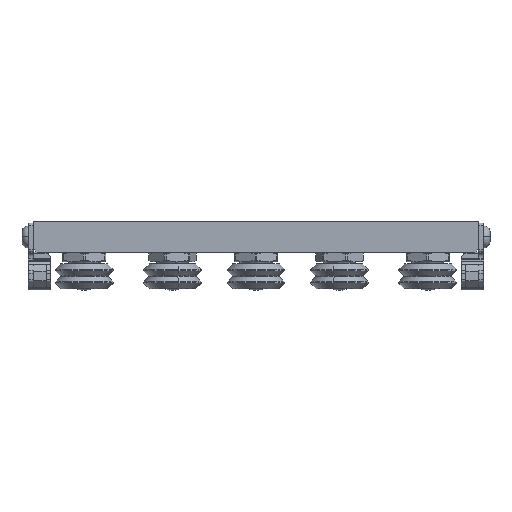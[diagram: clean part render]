
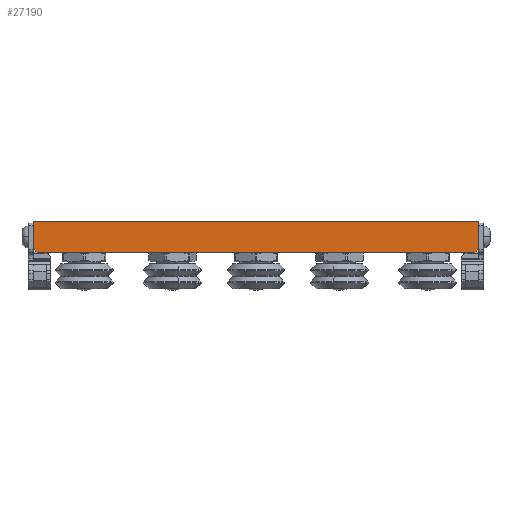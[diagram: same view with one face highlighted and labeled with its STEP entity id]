
A CAD part, top view. The second image highlights one B-rep face of the part: STEP entity #27190.
In plain terms, the highlighted planar face has unit normal (0, 0, 1).
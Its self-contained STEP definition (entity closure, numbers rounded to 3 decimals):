
#125 = CARTESIAN_POINT ( 'NONE',  ( 56.045, 0., 9.004 ) ) ;
#1397 = LINE ( 'NONE', #9388, #2511 ) ;
#1734 = DIRECTION ( 'NONE',  ( 0., -1., 0. ) ) ;
#2511 = VECTOR ( 'NONE', #1734, 1000. ) ;
#2729 = ORIENTED_EDGE ( 'NONE', *, *, #23537, .T. ) ;
#2933 = CARTESIAN_POINT ( 'NONE',  ( 0., 0., 9.004 ) ) ;
#5286 = ORIENTED_EDGE ( 'NONE', *, *, #9898, .T. ) ;
#5460 = EDGE_LOOP ( 'NONE', ( #32087, #2729, #22469, #5286, #13917, #22594 ) ) ;
#5504 = EDGE_CURVE ( 'NONE', #29601, #19084, #16409, .T. ) ;
#8380 = CARTESIAN_POINT ( 'NONE',  ( -56.045, 0., 9.004 ) ) ;
#8535 = CARTESIAN_POINT ( 'NONE',  ( 0., 7.874, 9.004 ) ) ;
#8860 = CARTESIAN_POINT ( 'NONE',  ( -56.045, 0., 9.004 ) ) ;
#9017 = DIRECTION ( 'NONE',  ( 0.707, -0.707, 0. ) ) ;
#9284 = EDGE_CURVE ( 'NONE', #19755, #29601, #11223, .T. ) ;
#9388 = CARTESIAN_POINT ( 'NONE',  ( -56.998, 0., 9.004 ) ) ;
#9675 = VECTOR ( 'NONE', #16595, 1000. ) ;
#9898 = EDGE_CURVE ( 'NONE', #30938, #10477, #19728, .T. ) ;
#10477 = VERTEX_POINT ( 'NONE', #8380 ) ;
#10721 = PLANE ( 'NONE',  #16953 ) ;
#11223 = LINE ( 'NONE', #32333, #9675 ) ;
#11542 = CARTESIAN_POINT ( 'NONE',  ( -56.998, 7.874, 9.004 ) ) ;
#12155 = EDGE_CURVE ( 'NONE', #28411, #30938, #1397, .T. ) ;
#12879 = VECTOR ( 'NONE', #26857, 1000. ) ;
#13917 = ORIENTED_EDGE ( 'NONE', *, *, #29724, .T. ) ;
#16083 = DIRECTION ( 'NONE',  ( 0., 0., 1. ) ) ;
#16409 = LINE ( 'NONE', #19334, #33022 ) ;
#16447 = DIRECTION ( 'NONE',  ( 1., 0., 0. ) ) ;
#16595 = DIRECTION ( 'NONE',  ( 0.707, 0.707, 0. ) ) ;
#16953 = AXIS2_PLACEMENT_3D ( 'NONE', #2933, #16083, #16447 ) ;
#18309 = CARTESIAN_POINT ( 'NONE',  ( 56.998, 7.874, 9.004 ) ) ;
#18521 = CARTESIAN_POINT ( 'NONE',  ( 56.998, 0.953, 9.004 ) ) ;
#19020 = LINE ( 'NONE', #8860, #19746 ) ;
#19084 = VERTEX_POINT ( 'NONE', #18309 ) ;
#19107 = VECTOR ( 'NONE', #9017, 1000. ) ;
#19217 = CARTESIAN_POINT ( 'NONE',  ( -56.998, 0.952, 9.004 ) ) ;
#19334 = CARTESIAN_POINT ( 'NONE',  ( 56.998, 0., 9.004 ) ) ;
#19728 = LINE ( 'NONE', #19217, #19107 ) ;
#19746 = VECTOR ( 'NONE', #29933, 1000. ) ;
#19755 = VERTEX_POINT ( 'NONE', #125 ) ;
#22469 = ORIENTED_EDGE ( 'NONE', *, *, #12155, .T. ) ;
#22594 = ORIENTED_EDGE ( 'NONE', *, *, #9284, .T. ) ;
#23294 = CARTESIAN_POINT ( 'NONE',  ( -56.998, 0.953, 9.004 ) ) ;
#23537 = EDGE_CURVE ( 'NONE', #19084, #28411, #27198, .T. ) ;
#24354 = DIRECTION ( 'NONE',  ( 0., 1., 0. ) ) ;
#26857 = DIRECTION ( 'NONE',  ( -1., 0., 0. ) ) ;
#27190 = ADVANCED_FACE ( 'NONE', ( #27634 ), #10721, .T. ) ;
#27198 = LINE ( 'NONE', #8535, #12879 ) ;
#27634 = FACE_OUTER_BOUND ( 'NONE', #5460, .T. ) ;
#28411 = VERTEX_POINT ( 'NONE', #11542 ) ;
#29601 = VERTEX_POINT ( 'NONE', #18521 ) ;
#29724 = EDGE_CURVE ( 'NONE', #10477, #19755, #19020, .T. ) ;
#29933 = DIRECTION ( 'NONE',  ( 1., 0., 0. ) ) ;
#30938 = VERTEX_POINT ( 'NONE', #23294 ) ;
#32087 = ORIENTED_EDGE ( 'NONE', *, *, #5504, .T. ) ;
#32333 = CARTESIAN_POINT ( 'NONE',  ( 56.045, 0., 9.004 ) ) ;
#33022 = VECTOR ( 'NONE', #24354, 1000. ) ;
